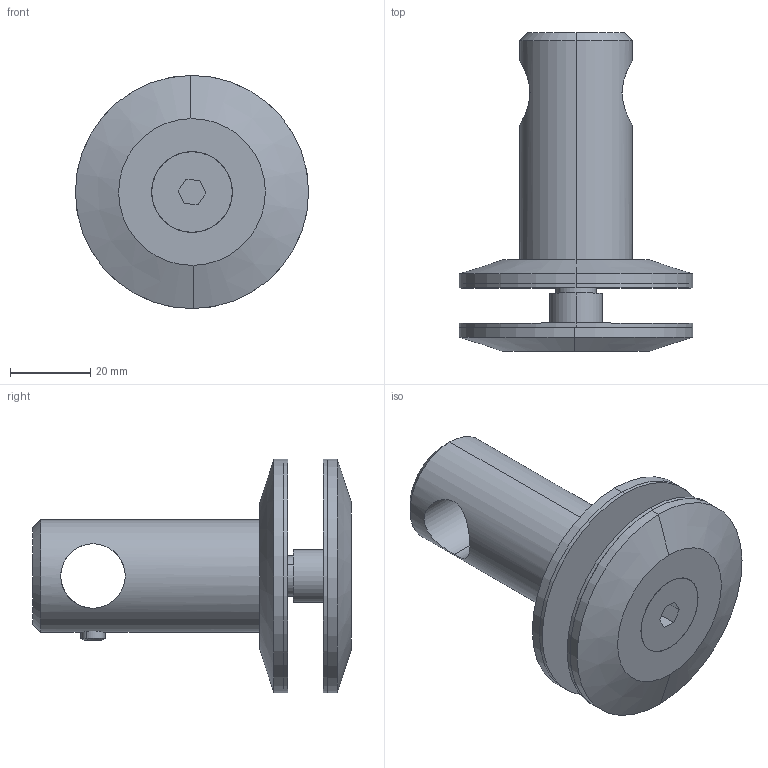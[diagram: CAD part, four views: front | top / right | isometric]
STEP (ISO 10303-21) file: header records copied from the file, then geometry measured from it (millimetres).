
FILE_DESCRIPTION (( 'STEP AP214' ), '1' );
FILE_NAME ('A14_PR16-55x28-M10.STEP', '2022-10-11T06:54:47', ( '' ), ( '' ), 'SwSTEP 2.0', 'SolidWorks 2019', '' );
FILE_SCHEMA (( 'AUTOMOTIVE_DESIGN' ));
Length unit declared in the file: millimetre
Products named in the file (8): A14_PR16-55x28-M10.P4; Skrutka DIN 7991_Skrutka M10x 40 ; A14_PR16-55x28-M10.P1; Skrutka DIN 913_SKRUTKA M 6X 8 ; A14_PR16-55x28-M10.P5; A14_PR16-55x28-M10.P3; A14_PR16-55x28-M10.P2; A14_PR16-55x28-M10
Assembly tree (8 placements, depth 2):
  A14_PR16-55x28-M10
    A14_PR16-55x28-M10.P1
    Skrutka DIN 913_SKRUTKA M 6X 8 
    A14_PR16-55x28-M10.P2
    A14_PR16-55x28-M10.P3
    A14_PR16-55x28-M10.P4  x2
    A14_PR16-55x28-M10.P5
    Skrutka DIN 7991_Skrutka M10x 40 
Bounding box: 58 x 79.26 x 58 mm (x, y, z)
Volume: 61340.1 mm3; surface area: 33132.4 mm2
Topology: 8 solids, 8 shells, 94 faces, 200 edges, 123 vertices
Faces by surface type: cylinder 40, plane 32, cone 20, bspline 2
Entity records: 3178 total; most frequent: CARTESIAN_POINT 810, DIRECTION 444, ORIENTED_EDGE 372, EDGE_CURVE 186, AXIS2_PLACEMENT_3D 175, VERTEX_POINT 115, EDGE_LOOP 103, VECTOR 94
